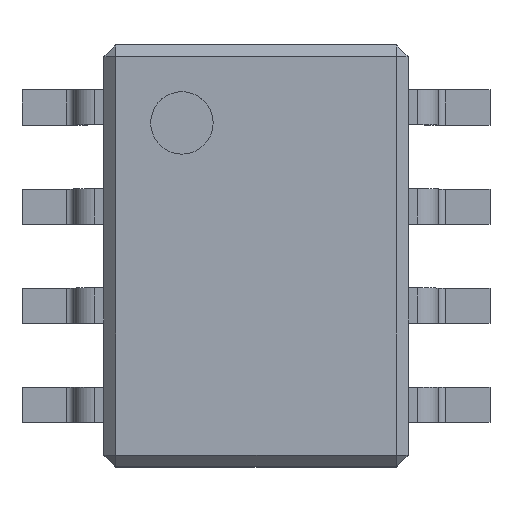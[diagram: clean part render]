
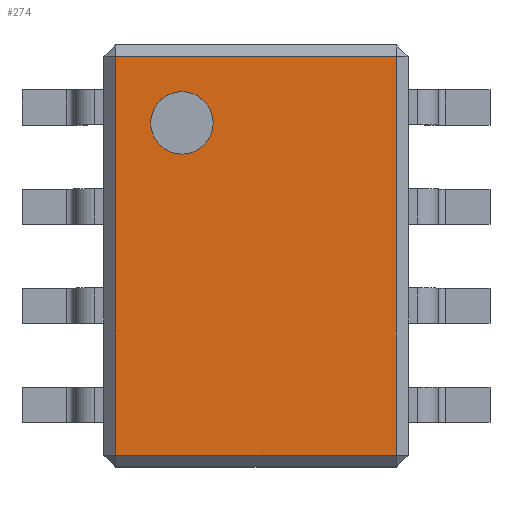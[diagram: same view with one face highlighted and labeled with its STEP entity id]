
A CAD part, top view. The second image highlights one B-rep face of the part: STEP entity #274.
In plain terms, the highlighted planar face has unit normal (0, 0, 1).
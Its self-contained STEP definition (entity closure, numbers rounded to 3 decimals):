
#13=DIRECTION('',(0.,0.,1.));
#14=DIRECTION('',(1.,0.,0.));
#71=VECTOR('',#72,1.);
#72=DIRECTION('',(0.,1.,0.));
#146=VERTEX_POINT('',#147);
#147=CARTESIAN_POINT('',(-1.8,-2.555,1.75));
#154=VERTEX_POINT('',#155);
#155=CARTESIAN_POINT('',(-1.8,2.555,1.75));
#160=ORIENTED_EDGE('',*,*,#161,.F.);
#161=EDGE_CURVE('',#146,#154,#162,.T.);
#162=LINE('',#163,#71);
#163=CARTESIAN_POINT('',(-1.8,-2.705,1.75));
#231=VECTOR('',#14,1.);
#274=ADVANCED_FACE('',(#275,#293),#302,.T.);
#275=FACE_BOUND('',#276,.T.);
#276=EDGE_LOOP('',(#160,#277,#283,#289));
#277=ORIENTED_EDGE('',*,*,#278,.T.);
#278=EDGE_CURVE('',#146,#279,#281,.T.);
#279=VERTEX_POINT('',#280);
#280=CARTESIAN_POINT('',(1.8,-2.555,1.75));
#281=LINE('',#282,#231);
#282=CARTESIAN_POINT('',(-1.95,-2.555,1.75));
#283=ORIENTED_EDGE('',*,*,#284,.T.);
#284=EDGE_CURVE('',#279,#285,#287,.T.);
#285=VERTEX_POINT('',#286);
#286=CARTESIAN_POINT('',(1.8,2.555,1.75));
#287=LINE('',#288,#71);
#288=CARTESIAN_POINT('',(1.8,-2.705,1.75));
#289=ORIENTED_EDGE('',*,*,#290,.F.);
#290=EDGE_CURVE('',#154,#285,#291,.T.);
#291=LINE('',#292,#231);
#292=CARTESIAN_POINT('',(-1.95,2.555,1.75));
#293=FACE_BOUND('',#294,.T.);
#294=EDGE_LOOP('',(#295));
#295=ORIENTED_EDGE('',*,*,#296,.F.);
#296=EDGE_CURVE('',#297,#297,#299,.T.);
#297=VERTEX_POINT('',#298);
#298=CARTESIAN_POINT('',(-0.55,1.705,1.75));
#299=CIRCLE('',#300,0.4);
#300=AXIS2_PLACEMENT_3D('',#301,#13,#14);
#301=CARTESIAN_POINT('',(-0.95,1.705,1.75));
#302=PLANE('',#303);
#303=AXIS2_PLACEMENT_3D('',#304,#13,#14);
#304=CARTESIAN_POINT('',(-1.95,-2.705,1.75));
